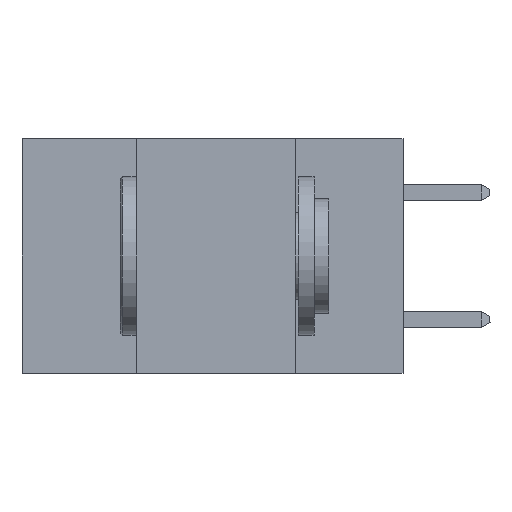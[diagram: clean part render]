
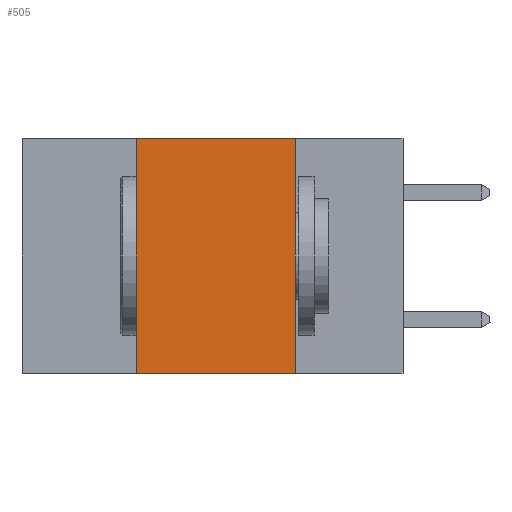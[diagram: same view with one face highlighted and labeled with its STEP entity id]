
A CAD part, left-side view. The second image highlights one B-rep face of the part: STEP entity #505.
In plain terms, the highlighted planar face has unit normal (-1, 0, 0).
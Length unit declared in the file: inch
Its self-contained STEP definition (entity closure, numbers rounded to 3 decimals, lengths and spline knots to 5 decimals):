
#31 = DIRECTION ( 'NONE',  ( 0., -1., 0. ) ) ;
#505 = ADVANCED_FACE ( 'NONE', ( #9125 ), #1585, .F. ) ;
#1536 = DIRECTION ( 'NONE',  ( 0., 0., -1. ) ) ;
#1545 = DIRECTION ( 'NONE',  ( 1., 0., 0. ) ) ;
#1580 = CARTESIAN_POINT ( 'NONE',  ( 0., 0.6, 0. ) ) ;
#1585 = PLANE ( 'NONE',  #8860 ) ;
#1598 = VERTEX_POINT ( 'NONE', #2522 ) ;
#1855 = ORIENTED_EDGE ( 'NONE', *, *, #14011, .T. ) ;
#2448 = LINE ( 'NONE', #17227, #16804 ) ;
#2522 = CARTESIAN_POINT ( 'NONE',  ( 0., 0.42, 0. ) ) ;
#2604 = LINE ( 'NONE', #2892, #9364 ) ;
#2682 = ORIENTED_EDGE ( 'NONE', *, *, #16493, .F. ) ;
#2892 = CARTESIAN_POINT ( 'NONE',  ( 0., 0.17, 0. ) ) ;
#3489 = ORIENTED_EDGE ( 'NONE', *, *, #19280, .F. ) ;
#3498 = LINE ( 'NONE', #32166, #18720 ) ;
#8724 = EDGE_LOOP ( 'NONE', ( #3489, #14779, #2682, #1855 ) ) ;
#8860 = AXIS2_PLACEMENT_3D ( 'NONE', #1580, #1545, #1536 ) ;
#8905 = CARTESIAN_POINT ( 'NONE',  ( 0., 0.42, 0. ) ) ;
#9125 = FACE_OUTER_BOUND ( 'NONE', #8724, .T. ) ;
#9364 = VECTOR ( 'NONE', #20046, 39.37008 ) ;
#11741 = VERTEX_POINT ( 'NONE', #30891 ) ;
#12122 = DIRECTION ( 'NONE',  ( 0., -1., 0. ) ) ;
#13958 = VECTOR ( 'NONE', #31799, 39.37008 ) ;
#14011 = EDGE_CURVE ( 'NONE', #11741, #23199, #2448, .T. ) ;
#14779 = ORIENTED_EDGE ( 'NONE', *, *, #24278, .F. ) ;
#16493 = EDGE_CURVE ( 'NONE', #11741, #1598, #21574, .T. ) ;
#16804 = VECTOR ( 'NONE', #31, 39.37008 ) ;
#17227 = CARTESIAN_POINT ( 'NONE',  ( 0., 0.6, -0.37 ) ) ;
#18720 = VECTOR ( 'NONE', #12122, 39.37008 ) ;
#19280 = EDGE_CURVE ( 'NONE', #22570, #23199, #2604, .T. ) ;
#20046 = DIRECTION ( 'NONE',  ( 0., 0., -1. ) ) ;
#21574 = LINE ( 'NONE', #8905, #13958 ) ;
#22570 = VERTEX_POINT ( 'NONE', #33740 ) ;
#23199 = VERTEX_POINT ( 'NONE', #27691 ) ;
#24278 = EDGE_CURVE ( 'NONE', #1598, #22570, #3498, .T. ) ;
#27691 = CARTESIAN_POINT ( 'NONE',  ( 0., 0.17, -0.37 ) ) ;
#30891 = CARTESIAN_POINT ( 'NONE',  ( 0., 0.42, -0.37 ) ) ;
#31799 = DIRECTION ( 'NONE',  ( 0., 0., 1. ) ) ;
#32166 = CARTESIAN_POINT ( 'NONE',  ( 0., 0.6, 0. ) ) ;
#33740 = CARTESIAN_POINT ( 'NONE',  ( 0., 0.17, 0. ) ) ;
